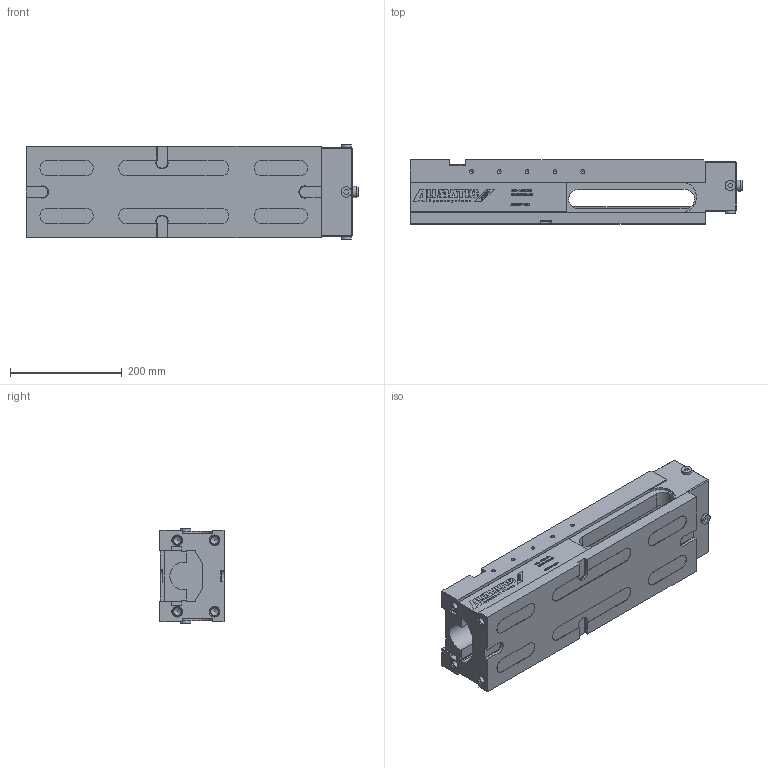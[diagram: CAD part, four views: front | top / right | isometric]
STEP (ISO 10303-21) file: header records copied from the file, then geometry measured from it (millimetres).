
FILE_DESCRIPTION (( 'STEP AP214' ), '1' );
FILE_NAME ('6921928000655.STEP', '2021-06-15T10:33:34', ( '' ), ( '' ), 'SwSTEP 2.0', 'SolidWorks 2018', '' );
FILE_SCHEMA (( 'AUTOMOTIVE_DESIGN' ));
Length unit declared in the file: millimetre
Products named in the file (1): 6921928000655
Bounding box: 595.5 x 115 x 170 mm (x, y, z)
Volume: 7250610.9 mm3; surface area: 633523.7 mm2
Topology: 1 solids, 1 shells, 2275 faces, 6134 edges, 4059 vertices
Faces by surface type: plane 1604, bspline 458, cylinder 152, cone 57, torus 4
Full cylindrical faces by diameter (mm): 6.8 x10, 10.2 x4, 14 x22, 16 x4, 16.1 x4, 18.5 x3, 20 x1
Entity records: 119337 total; most frequent: CARTESIAN_POINT 43198, ORIENTED_EDGE 11982, DIRECTION 8994, EDGE_CURVE 5991, VECTOR 4716, LINE 4716, VERTEX_POINT 4017, EDGE_LOOP 2588
